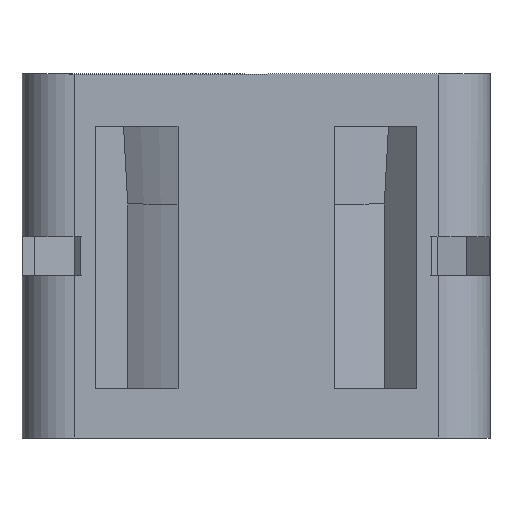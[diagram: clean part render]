
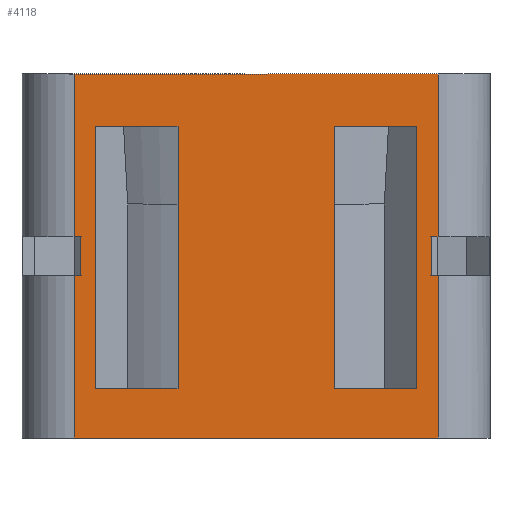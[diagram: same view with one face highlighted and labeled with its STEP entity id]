
A CAD part, front view. The second image highlights one B-rep face of the part: STEP entity #4118.
In plain terms, the highlighted planar face has unit normal (0, -1, 0).
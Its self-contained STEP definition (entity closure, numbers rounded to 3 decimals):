
#34=FACE_BOUND('',#513,.T.);
#35=FACE_BOUND('',#514,.T.);
#274=FACE_OUTER_BOUND('',#512,.T.);
#512=EDGE_LOOP('',(#3028,#3029,#3030,#3031,#3032,#3033,#3034,#3035,#3036,
#3037,#3038,#3039));
#513=EDGE_LOOP('',(#3040,#3041,#3042,#3043));
#514=EDGE_LOOP('',(#3044,#3045,#3046,#3047));
#754=LINE('',#6321,#1120);
#820=LINE('',#6544,#1186);
#835=LINE('',#6599,#1201);
#836=LINE('',#6602,#1202);
#837=LINE('',#6606,#1203);
#838=LINE('',#6608,#1204);
#839=LINE('',#6610,#1205);
#840=LINE('',#6611,#1206);
#841=LINE('',#6613,#1207);
#842=LINE('',#6615,#1208);
#843=LINE('',#6616,#1209);
#844=LINE('',#6617,#1210);
#845=LINE('',#6620,#1211);
#846=LINE('',#6622,#1212);
#847=LINE('',#6624,#1213);
#848=LINE('',#6625,#1214);
#849=LINE('',#6628,#1215);
#850=LINE('',#6630,#1216);
#851=LINE('',#6632,#1217);
#852=LINE('',#6633,#1218);
#1120=VECTOR('',#4980,28.);
#1186=VECTOR('',#5160,28.);
#1201=VECTOR('',#5205,0.525);
#1202=VECTOR('',#5210,12.5);
#1203=VECTOR('',#5213,0.525);
#1204=VECTOR('',#5214,3.);
#1205=VECTOR('',#5215,0.525);
#1206=VECTOR('',#5216,12.5);
#1207=VECTOR('',#5217,3.);
#1208=VECTOR('',#5218,0.525);
#1209=VECTOR('',#5219,12.5);
#1210=VECTOR('',#5220,12.5);
#1211=VECTOR('',#5221,6.343);
#1212=VECTOR('',#5222,20.2);
#1213=VECTOR('',#5223,6.343);
#1214=VECTOR('',#5224,20.2);
#1215=VECTOR('',#5225,6.343);
#1216=VECTOR('',#5226,20.2);
#1217=VECTOR('',#5227,6.343);
#1218=VECTOR('',#5228,20.2);
#1705=VERTEX_POINT('',#6318);
#1706=VERTEX_POINT('',#6320);
#1789=VERTEX_POINT('',#6541);
#1790=VERTEX_POINT('',#6543);
#1814=VERTEX_POINT('',#6596);
#1815=VERTEX_POINT('',#6598);
#1816=VERTEX_POINT('',#6604);
#1817=VERTEX_POINT('',#6605);
#1818=VERTEX_POINT('',#6607);
#1819=VERTEX_POINT('',#6609);
#1820=VERTEX_POINT('',#6612);
#1821=VERTEX_POINT('',#6614);
#1822=VERTEX_POINT('',#6618);
#1823=VERTEX_POINT('',#6619);
#1824=VERTEX_POINT('',#6621);
#1825=VERTEX_POINT('',#6623);
#1826=VERTEX_POINT('',#6626);
#1827=VERTEX_POINT('',#6627);
#1828=VERTEX_POINT('',#6629);
#1829=VERTEX_POINT('',#6631);
#2148=EDGE_CURVE('',#1705,#1706,#754,.T.);
#2254=EDGE_CURVE('',#1790,#1789,#820,.T.);
#2282=EDGE_CURVE('',#1814,#1815,#835,.T.);
#2284=EDGE_CURVE('',#1789,#1815,#836,.T.);
#2285=EDGE_CURVE('',#1816,#1817,#837,.T.);
#2286=EDGE_CURVE('',#1818,#1817,#838,.T.);
#2287=EDGE_CURVE('',#1819,#1818,#839,.T.);
#2288=EDGE_CURVE('',#1819,#1790,#840,.T.);
#2289=EDGE_CURVE('',#1814,#1820,#841,.T.);
#2290=EDGE_CURVE('',#1820,#1821,#842,.T.);
#2291=EDGE_CURVE('',#1821,#1706,#843,.T.);
#2292=EDGE_CURVE('',#1705,#1816,#844,.T.);
#2293=EDGE_CURVE('',#1822,#1823,#845,.T.);
#2294=EDGE_CURVE('',#1823,#1824,#846,.T.);
#2295=EDGE_CURVE('',#1825,#1824,#847,.T.);
#2296=EDGE_CURVE('',#1825,#1822,#848,.T.);
#2297=EDGE_CURVE('',#1826,#1827,#849,.T.);
#2298=EDGE_CURVE('',#1828,#1826,#850,.T.);
#2299=EDGE_CURVE('',#1828,#1829,#851,.T.);
#2300=EDGE_CURVE('',#1827,#1829,#852,.T.);
#3028=ORIENTED_EDGE('',*,*,#2285,.T.);
#3029=ORIENTED_EDGE('',*,*,#2286,.F.);
#3030=ORIENTED_EDGE('',*,*,#2287,.F.);
#3031=ORIENTED_EDGE('',*,*,#2288,.T.);
#3032=ORIENTED_EDGE('',*,*,#2254,.T.);
#3033=ORIENTED_EDGE('',*,*,#2284,.T.);
#3034=ORIENTED_EDGE('',*,*,#2282,.F.);
#3035=ORIENTED_EDGE('',*,*,#2289,.T.);
#3036=ORIENTED_EDGE('',*,*,#2290,.T.);
#3037=ORIENTED_EDGE('',*,*,#2291,.T.);
#3038=ORIENTED_EDGE('',*,*,#2148,.F.);
#3039=ORIENTED_EDGE('',*,*,#2292,.T.);
#3040=ORIENTED_EDGE('',*,*,#2293,.T.);
#3041=ORIENTED_EDGE('',*,*,#2294,.T.);
#3042=ORIENTED_EDGE('',*,*,#2295,.F.);
#3043=ORIENTED_EDGE('',*,*,#2296,.T.);
#3044=ORIENTED_EDGE('',*,*,#2297,.F.);
#3045=ORIENTED_EDGE('',*,*,#2298,.F.);
#3046=ORIENTED_EDGE('',*,*,#2299,.T.);
#3047=ORIENTED_EDGE('',*,*,#2300,.F.);
#3963=PLANE('',#4469);
#4118=ADVANCED_FACE('',(#274,#34,#35),#3963,.F.);
#4469=AXIS2_PLACEMENT_3D('',#6603,#5211,#5212);
#4980=DIRECTION('',(-1.,0.,0.));
#5160=DIRECTION('',(-1.,0.,0.));
#5205=DIRECTION('',(-1.,0.,0.));
#5210=DIRECTION('',(0.,0.,-1.));
#5211=DIRECTION('center_axis',(0.,1.,0.));
#5212=DIRECTION('ref_axis',(-1.,0.,0.));
#5213=DIRECTION('',(-1.,0.,0.));
#5214=DIRECTION('',(0.,0.,-1.));
#5215=DIRECTION('',(-1.,0.,0.));
#5216=DIRECTION('',(0.,0.,1.));
#5217=DIRECTION('',(0.,0.,-1.));
#5218=DIRECTION('',(-1.,0.,0.));
#5219=DIRECTION('',(0.,0.,-1.));
#5220=DIRECTION('',(0.,0.,1.));
#5221=DIRECTION('',(-1.,0.,0.));
#5222=DIRECTION('',(0.,0.,1.));
#5223=DIRECTION('',(-1.,0.,0.));
#5224=DIRECTION('',(0.,0.,-1.));
#5225=DIRECTION('',(-1.,0.,0.));
#5226=DIRECTION('',(0.,0.,1.));
#5227=DIRECTION('',(-1.,0.,0.));
#5228=DIRECTION('',(0.,0.,-1.));
#6318=CARTESIAN_POINT('',(14.,-18.,-28.));
#6320=CARTESIAN_POINT('',(-14.,-18.,-28.));
#6321=CARTESIAN_POINT('',(14.,-18.,-28.));
#6541=CARTESIAN_POINT('',(-14.,-18.,0.));
#6543=CARTESIAN_POINT('',(14.,-18.,0.));
#6544=CARTESIAN_POINT('',(14.,-18.,0.));
#6596=CARTESIAN_POINT('',(-13.475,-18.,-12.5));
#6598=CARTESIAN_POINT('',(-14.,-18.,-12.5));
#6599=CARTESIAN_POINT('',(-13.475,-18.,-12.5));
#6602=CARTESIAN_POINT('',(-14.,-18.,0.));
#6603=CARTESIAN_POINT('Origin',(18.,-18.,0.));
#6604=CARTESIAN_POINT('',(14.,-18.,-15.5));
#6605=CARTESIAN_POINT('',(13.475,-18.,-15.5));
#6606=CARTESIAN_POINT('',(14.,-18.,-15.5));
#6607=CARTESIAN_POINT('',(13.475,-18.,-12.5));
#6608=CARTESIAN_POINT('',(13.475,-18.,-12.5));
#6609=CARTESIAN_POINT('',(14.,-18.,-12.5));
#6610=CARTESIAN_POINT('',(14.,-18.,-12.5));
#6611=CARTESIAN_POINT('',(14.,-18.,-12.5));
#6612=CARTESIAN_POINT('',(-13.475,-18.,-15.5));
#6613=CARTESIAN_POINT('',(-13.475,-18.,-12.5));
#6614=CARTESIAN_POINT('',(-14.,-18.,-15.5));
#6615=CARTESIAN_POINT('',(-13.475,-18.,-15.5));
#6616=CARTESIAN_POINT('',(-14.,-18.,-15.5));
#6617=CARTESIAN_POINT('',(14.,-18.,-28.));
#6618=CARTESIAN_POINT('',(12.343,-18.,-24.2));
#6619=CARTESIAN_POINT('',(6.,-18.,-24.2));
#6620=CARTESIAN_POINT('',(12.343,-18.,-24.2));
#6621=CARTESIAN_POINT('',(6.,-18.,-4.));
#6622=CARTESIAN_POINT('',(6.,-18.,-24.2));
#6623=CARTESIAN_POINT('',(12.343,-18.,-4.));
#6624=CARTESIAN_POINT('',(12.343,-18.,-4.));
#6625=CARTESIAN_POINT('',(12.343,-18.,-4.));
#6626=CARTESIAN_POINT('',(-6.,-18.,-4.));
#6627=CARTESIAN_POINT('',(-12.343,-18.,-4.));
#6628=CARTESIAN_POINT('',(-6.,-18.,-4.));
#6629=CARTESIAN_POINT('',(-6.,-18.,-24.2));
#6630=CARTESIAN_POINT('',(-6.,-18.,-24.2));
#6631=CARTESIAN_POINT('',(-12.343,-18.,-24.2));
#6632=CARTESIAN_POINT('',(-6.,-18.,-24.2));
#6633=CARTESIAN_POINT('',(-12.343,-18.,-4.));
